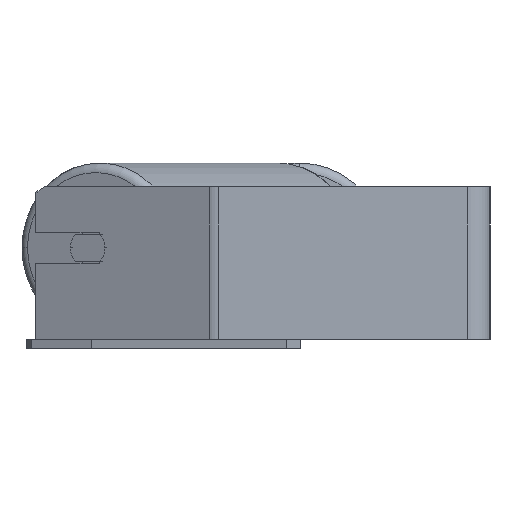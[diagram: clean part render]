
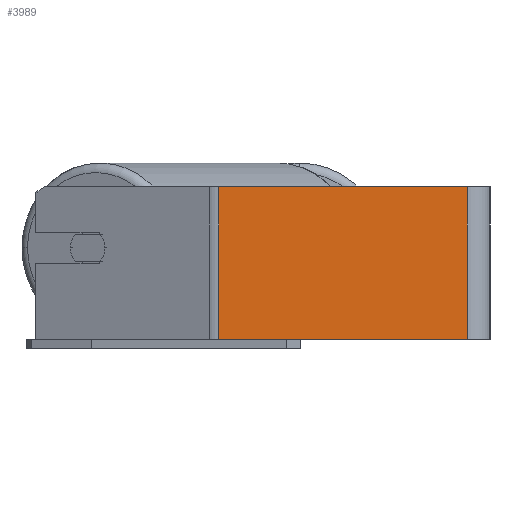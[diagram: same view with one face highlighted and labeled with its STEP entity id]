
A CAD part, left-side view. The second image highlights one B-rep face of the part: STEP entity #3989.
In plain terms, the highlighted planar face has unit normal (-1, 0, 0).
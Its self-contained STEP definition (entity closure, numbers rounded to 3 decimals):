
#146 = VECTOR ( 'NONE', #3401, 1000. ) ;
#250 = CARTESIAN_POINT ( 'NONE',  ( -400., 142.215, 40. ) ) ;
#1340 = DIRECTION ( 'NONE',  ( 0., 0., -1. ) ) ;
#1442 = ORIENTED_EDGE ( 'NONE', *, *, #7181, .F. ) ;
#1633 = LINE ( 'NONE', #4326, #1858 ) ;
#1858 = VECTOR ( 'NONE', #5745, 1000. ) ;
#1901 = LINE ( 'NONE', #7448, #7007 ) ;
#1999 = VERTEX_POINT ( 'NONE', #250 ) ;
#2454 = EDGE_LOOP ( 'NONE', ( #3592, #1442, #3350, #4151 ) ) ;
#2656 = EDGE_CURVE ( 'NONE', #1999, #8768, #6267, .T. ) ;
#2860 = VERTEX_POINT ( 'NONE', #7961 ) ;
#3226 = CARTESIAN_POINT ( 'NONE',  ( -400., 12., -40. ) ) ;
#3341 = CARTESIAN_POINT ( 'NONE',  ( -400., 142.215, 40. ) ) ;
#3350 = ORIENTED_EDGE ( 'NONE', *, *, #8918, .F. ) ;
#3401 = DIRECTION ( 'NONE',  ( 0., -1., 0. ) ) ;
#3592 = ORIENTED_EDGE ( 'NONE', *, *, #8988, .T. ) ;
#3989 = ADVANCED_FACE ( 'NONE', ( #4860 ), #6225, .F. ) ;
#4151 = ORIENTED_EDGE ( 'NONE', *, *, #2656, .T. ) ;
#4326 = CARTESIAN_POINT ( 'NONE',  ( -400., 12., 40. ) ) ;
#4508 = VECTOR ( 'NONE', #5476, 1000. ) ;
#4779 = CARTESIAN_POINT ( 'NONE',  ( -400., 144.875, -40. ) ) ;
#4860 = FACE_OUTER_BOUND ( 'NONE', #2454, .T. ) ;
#5476 = DIRECTION ( 'NONE',  ( 0., 0., -1. ) ) ;
#5745 = DIRECTION ( 'NONE',  ( 0., 0., -1. ) ) ;
#6225 = PLANE ( 'NONE',  #8486 ) ;
#6267 = LINE ( 'NONE', #3341, #4508 ) ;
#6435 = CARTESIAN_POINT ( 'NONE',  ( -400., 142.215, -40. ) ) ;
#6964 = CARTESIAN_POINT ( 'NONE',  ( -400., 144.875, 40. ) ) ;
#7007 = VECTOR ( 'NONE', #8087, 1000. ) ;
#7181 = EDGE_CURVE ( 'NONE', #2860, #7333, #1633, .T. ) ;
#7333 = VERTEX_POINT ( 'NONE', #3226 ) ;
#7448 = CARTESIAN_POINT ( 'NONE',  ( -400., 144.875, 40. ) ) ;
#7619 = DIRECTION ( 'NONE',  ( 1., 0., 0. ) ) ;
#7712 = LINE ( 'NONE', #4779, #146 ) ;
#7961 = CARTESIAN_POINT ( 'NONE',  ( -400., 12., 40. ) ) ;
#8087 = DIRECTION ( 'NONE',  ( 0., -1., 0. ) ) ;
#8486 = AXIS2_PLACEMENT_3D ( 'NONE', #6964, #7619, #1340 ) ;
#8768 = VERTEX_POINT ( 'NONE', #6435 ) ;
#8918 = EDGE_CURVE ( 'NONE', #1999, #2860, #1901, .T. ) ;
#8988 = EDGE_CURVE ( 'NONE', #8768, #7333, #7712, .T. ) ;
